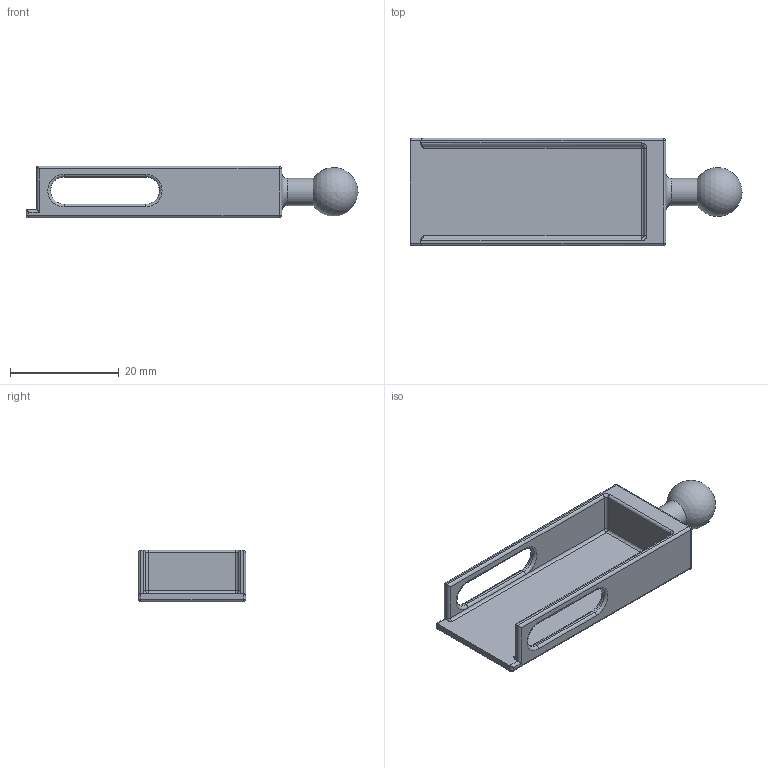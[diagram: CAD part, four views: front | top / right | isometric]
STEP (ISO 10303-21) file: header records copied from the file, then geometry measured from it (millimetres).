
FILE_DESCRIPTION(/* description */ (''),/* implementation_level */ '2;1');
FILE_NAME(/* name */ '10x20-sample-drawer-V1.stp',/* time_stamp */ '2018-03-02T10:27:32+01:00',/* author */ ('voigt'),/* organization */ (''),/* preprocessor_version */ 'ST-DEVELOPER v16.1',/* originating_system */ 'Autodesk Inventor 2016',/* authorisation */ '');
FILE_SCHEMA (('AUTOMOTIVE_DESIGN { 1 0 10303 214 3 1 1 }'));
Length unit declared in the file: millimetre
Products named in the file (1): 10x20-sample-drawer-V1
Bounding box: 61 x 19.8 x 9.5 mm (x, y, z)
Volume: 3148.5 mm3; surface area: 3652 mm2
Topology: 1 solids, 1 shells, 76 faces, 169 edges, 93 vertices
Faces by surface type: cylinder 38, plane 16, torus 13, sphere 9
Full cylindrical faces by diameter (mm): 5 x1
Entity records: 2067 total; most frequent: DIRECTION 397, CARTESIAN_POINT 342, ORIENTED_EDGE 328, EDGE_CURVE 164, AXIS2_PLACEMENT_3D 158, VERTEX_POINT 91, LINE 81, VECTOR 81
